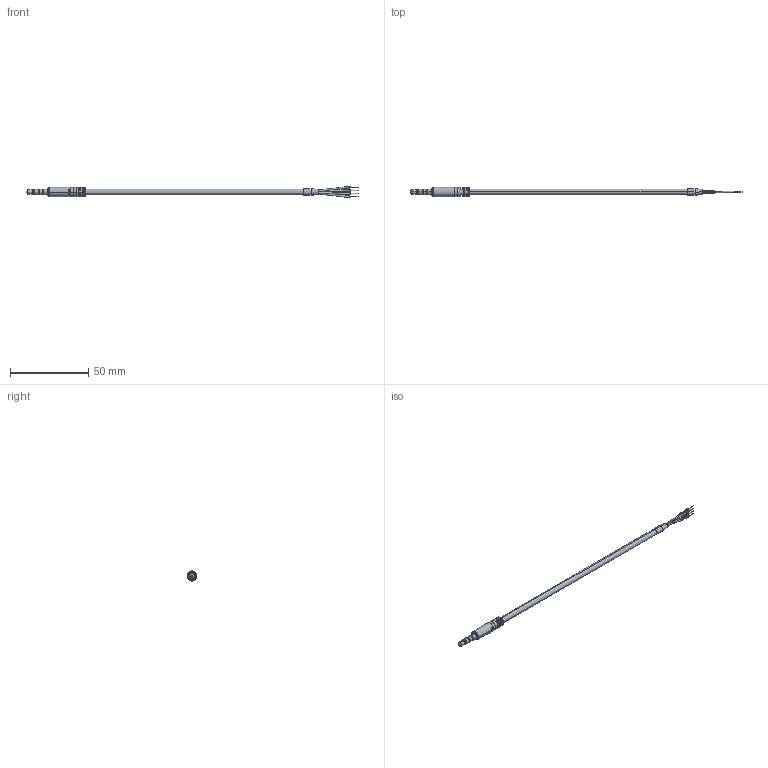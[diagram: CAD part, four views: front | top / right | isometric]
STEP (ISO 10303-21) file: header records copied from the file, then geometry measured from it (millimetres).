
FILE_DESCRIPTION (( 'STEP AP203' ), '1' );
FILE_NAME ('10-03218_revA.STEP', '2019-02-21T23:30:48', ( '' ), ( '' ), 'SwSTEP 2.0', 'SolidWorks 2015', '' );
FILE_SCHEMA (( 'CONFIG_CONTROL_DESIGN' ));
Length unit declared in the file: millimetre
Products named in the file (4): 24-00028; 10-03218_revA; 30-00179_s + t; 50-00397
Assembly tree (3 placements, depth 2):
  10-03218_revA
    30-00179_s + t
    24-00028
    50-00397
Bounding box: 212.4 x 6.1 x 6.85 mm (x, y, z)
Volume: 2642.8 mm3; surface area: 16751.6 mm2
Topology: 110 solids, 110 shells, 717 faces, 1425 edges, 944 vertices
Faces by surface type: cylinder 388, plane 281, bspline 32, cone 10, torus 6
Entity records: 20828 total; most frequent: CARTESIAN_POINT 4769, DIRECTION 3580, ORIENTED_EDGE 2850, AXIS2_PLACEMENT_3D 1549, EDGE_CURVE 1425, VERTEX_POINT 944, EDGE_LOOP 875, CIRCLE 858
